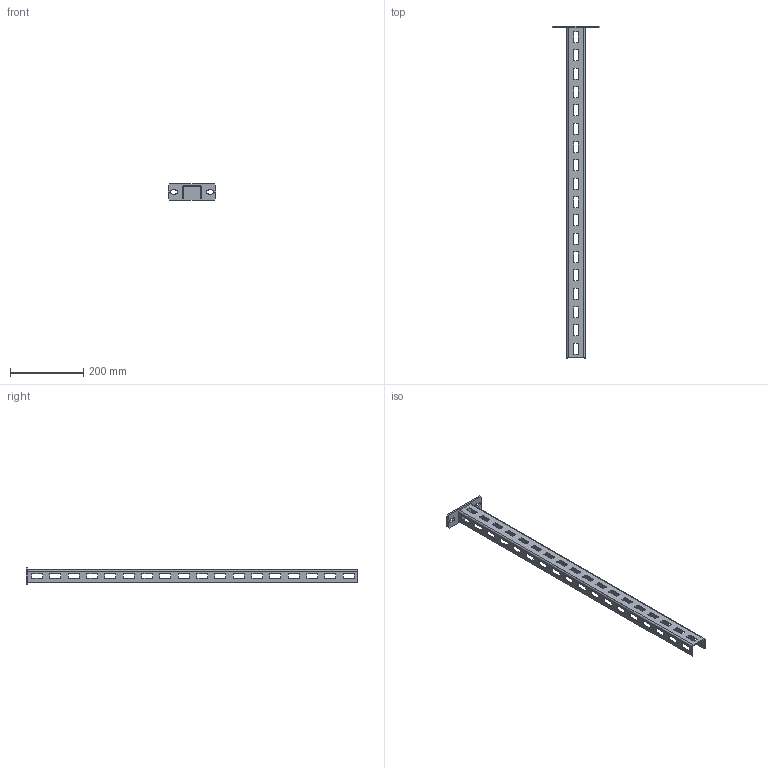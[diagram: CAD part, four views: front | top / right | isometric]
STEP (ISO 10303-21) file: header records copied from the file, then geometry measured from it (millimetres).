
FILE_DESCRIPTION((''),'2;1');
FILE_NAME('752009_ASM','2020-10-15T11:41:45',('tomas'),(''),'CREO PARAMETRIC BY PTC INC, 2019352','CREO PARAMETRIC BY PTC INC, 2019352','');
FILE_SCHEMA(('CONFIG_CONTROL_DESIGN'));
Length unit declared in the file: millimetre
Products named in the file (3): WPCB1_PRT; WPCB900_PRT; 752009_ASM
Assembly tree (2 placements, depth 2):
  752009_ASM
    WPCB1_PRT
    WPCB900_PRT
Bounding box: 130 x 905 x 45 mm (x, y, z)
Volume: 189197 mm3; surface area: 188334.5 mm2
Topology: 2 solids, 2 shells, 464 faces, 1380 edges, 920 vertices
Faces by surface type: plane 240, cylinder 224
Entity records: 15984 total; most frequent: CARTESIAN_POINT 2769, DIRECTION 2766, ORIENTED_EDGE 2760, EDGE_CURVE 1380, VECTOR 932, LINE 932, VERTEX_POINT 920, AXIS2_PLACEMENT_3D 917
